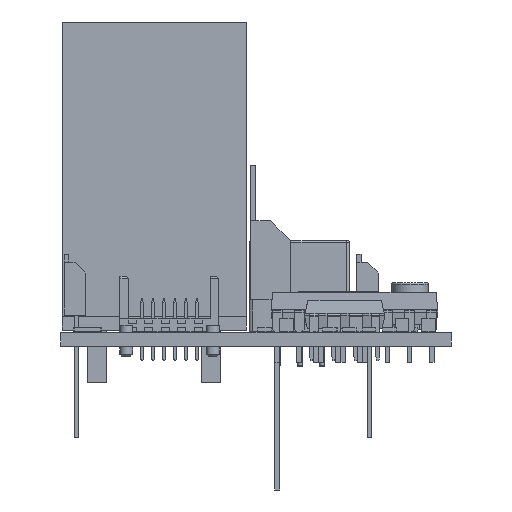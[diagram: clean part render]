
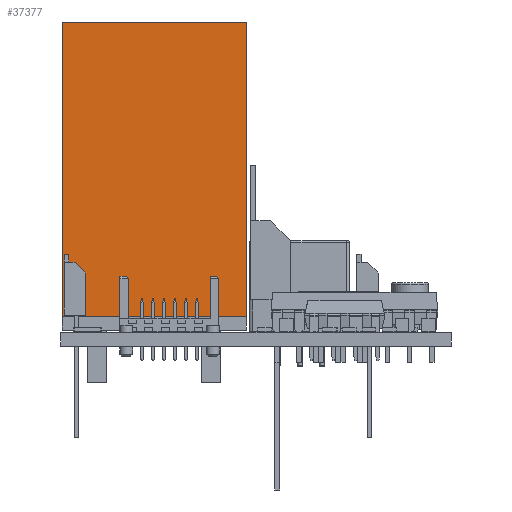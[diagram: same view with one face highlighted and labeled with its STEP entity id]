
A CAD part, left-side view. The second image highlights one B-rep face of the part: STEP entity #37377.
In plain terms, the highlighted face is planar.
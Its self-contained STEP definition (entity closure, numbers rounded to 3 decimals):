
#34252 = VERTEX_POINT('',#34253);
#34253 = CARTESIAN_POINT('',(21.2,0.,7.6));
#34267 = PLANE('',#34268);
#34268 = AXIS2_PLACEMENT_3D('',#34269,#34270,#34271);
#34269 = CARTESIAN_POINT('',(21.2,27.5,6.));
#34270 = DIRECTION('',(1.,0.,0.));
#34271 = DIRECTION('',(0.,-1.,0.));
#34293 = PLANE('',#34294);
#34294 = AXIS2_PLACEMENT_3D('',#34295,#34296,#34297);
#34295 = CARTESIAN_POINT('',(21.2,0.,6.));
#34296 = DIRECTION('',(0.,-1.,0.));
#34297 = DIRECTION('',(-1.,0.,0.));
#34413 = VERTEX_POINT('',#34414);
#34414 = CARTESIAN_POINT('',(0.,0.,7.6));
#34449 = PLANE('',#34450);
#34450 = AXIS2_PLACEMENT_3D('',#34451,#34452,#34453);
#34451 = CARTESIAN_POINT('',(0.,0.,6.));
#34452 = DIRECTION('',(-1.,0.,0.));
#34453 = DIRECTION('',(0.,1.,0.));
#34487 = EDGE_CURVE('',#34413,#34252,#34488,.T.);
#34488 = SURFACE_CURVE('',#34489,(#34493,#34500),.PCURVE_S1.);
#34489 = LINE('',#34490,#34491);
#34490 = CARTESIAN_POINT('',(10.6,0.,7.6));
#34491 = VECTOR('',#34492,1.);
#34492 = DIRECTION('',(1.,0.,0.));
#34493 = PCURVE('',#34293,#34494);
#34494 = DEFINITIONAL_REPRESENTATION('',(#34495),#34499);
#34495 = LINE('',#34496,#34497);
#34496 = CARTESIAN_POINT('',(10.6,-1.6));
#34497 = VECTOR('',#34498,1.);
#34498 = DIRECTION('',(-1.,0.));
#34499 = ( GEOMETRIC_REPRESENTATION_CONTEXT(2) 
PARAMETRIC_REPRESENTATION_CONTEXT() REPRESENTATION_CONTEXT('2D SPACE',''
  ) );
#34500 = PCURVE('',#34501,#34506);
#34501 = PLANE('',#34502);
#34502 = AXIS2_PLACEMENT_3D('',#34503,#34504,#34505);
#34503 = CARTESIAN_POINT('',(21.2,0.,6.));
#34504 = DIRECTION('',(0.,-1.,0.));
#34505 = DIRECTION('',(-1.,0.,0.));
#34506 = DEFINITIONAL_REPRESENTATION('',(#34507),#34511);
#34507 = LINE('',#34508,#34509);
#34508 = CARTESIAN_POINT('',(10.6,-1.6));
#34509 = VECTOR('',#34510,1.);
#34510 = DIRECTION('',(-1.,0.));
#34511 = ( GEOMETRIC_REPRESENTATION_CONTEXT(2) 
PARAMETRIC_REPRESENTATION_CONTEXT() REPRESENTATION_CONTEXT('2D SPACE',''
  ) );
#37101 = EDGE_CURVE('',#34413,#37102,#37104,.T.);
#37102 = VERTEX_POINT('',#37103);
#37103 = CARTESIAN_POINT('',(0.,0.,41.5));
#37104 = SURFACE_CURVE('',#37105,(#37109,#37116),.PCURVE_S1.);
#37105 = LINE('',#37106,#37107);
#37106 = CARTESIAN_POINT('',(0.,0.,6.));
#37107 = VECTOR('',#37108,1.);
#37108 = DIRECTION('',(0.,0.,1.));
#37109 = PCURVE('',#34449,#37110);
#37110 = DEFINITIONAL_REPRESENTATION('',(#37111),#37115);
#37111 = LINE('',#37112,#37113);
#37112 = CARTESIAN_POINT('',(0.,0.));
#37113 = VECTOR('',#37114,1.);
#37114 = DIRECTION('',(0.,-1.));
#37115 = ( GEOMETRIC_REPRESENTATION_CONTEXT(2) 
PARAMETRIC_REPRESENTATION_CONTEXT() REPRESENTATION_CONTEXT('2D SPACE',''
  ) );
#37116 = PCURVE('',#34501,#37117);
#37117 = DEFINITIONAL_REPRESENTATION('',(#37118),#37122);
#37118 = LINE('',#37119,#37120);
#37119 = CARTESIAN_POINT('',(21.2,0.));
#37120 = VECTOR('',#37121,1.);
#37121 = DIRECTION('',(0.,-1.));
#37122 = ( GEOMETRIC_REPRESENTATION_CONTEXT(2) 
PARAMETRIC_REPRESENTATION_CONTEXT() REPRESENTATION_CONTEXT('2D SPACE',''
  ) );
#37140 = PLANE('',#37141);
#37141 = AXIS2_PLACEMENT_3D('',#37142,#37143,#37144);
#37142 = CARTESIAN_POINT('',(10.6,13.75,41.5));
#37143 = DIRECTION('',(0.,0.,1.));
#37144 = DIRECTION('',(0.,-1.,0.));
#37257 = VERTEX_POINT('',#37258);
#37258 = CARTESIAN_POINT('',(21.2,0.,41.5));
#37279 = EDGE_CURVE('',#34252,#37257,#37280,.T.);
#37280 = SURFACE_CURVE('',#37281,(#37285,#37292),.PCURVE_S1.);
#37281 = LINE('',#37282,#37283);
#37282 = CARTESIAN_POINT('',(21.2,0.,6.));
#37283 = VECTOR('',#37284,1.);
#37284 = DIRECTION('',(0.,0.,1.));
#37285 = PCURVE('',#34267,#37286);
#37286 = DEFINITIONAL_REPRESENTATION('',(#37287),#37291);
#37287 = LINE('',#37288,#37289);
#37288 = CARTESIAN_POINT('',(27.5,0.));
#37289 = VECTOR('',#37290,1.);
#37290 = DIRECTION('',(0.,-1.));
#37291 = ( GEOMETRIC_REPRESENTATION_CONTEXT(2) 
PARAMETRIC_REPRESENTATION_CONTEXT() REPRESENTATION_CONTEXT('2D SPACE',''
  ) );
#37292 = PCURVE('',#34501,#37293);
#37293 = DEFINITIONAL_REPRESENTATION('',(#37294),#37298);
#37294 = LINE('',#37295,#37296);
#37295 = CARTESIAN_POINT('',(0.,0.));
#37296 = VECTOR('',#37297,1.);
#37297 = DIRECTION('',(0.,-1.));
#37298 = ( GEOMETRIC_REPRESENTATION_CONTEXT(2) 
PARAMETRIC_REPRESENTATION_CONTEXT() REPRESENTATION_CONTEXT('2D SPACE',''
  ) );
#37377 = ADVANCED_FACE('',(#37378),#34501,.T.);
#37378 = FACE_BOUND('',#37379,.T.);
#37379 = EDGE_LOOP('',(#37380,#37381,#37382,#37403));
#37380 = ORIENTED_EDGE('',*,*,#34487,.T.);
#37381 = ORIENTED_EDGE('',*,*,#37279,.T.);
#37382 = ORIENTED_EDGE('',*,*,#37383,.T.);
#37383 = EDGE_CURVE('',#37257,#37102,#37384,.T.);
#37384 = SURFACE_CURVE('',#37385,(#37389,#37396),.PCURVE_S1.);
#37385 = LINE('',#37386,#37387);
#37386 = CARTESIAN_POINT('',(21.2,0.,41.5));
#37387 = VECTOR('',#37388,1.);
#37388 = DIRECTION('',(-1.,0.,0.));
#37389 = PCURVE('',#34501,#37390);
#37390 = DEFINITIONAL_REPRESENTATION('',(#37391),#37395);
#37391 = LINE('',#37392,#37393);
#37392 = CARTESIAN_POINT('',(0.,-35.5));
#37393 = VECTOR('',#37394,1.);
#37394 = DIRECTION('',(1.,0.));
#37395 = ( GEOMETRIC_REPRESENTATION_CONTEXT(2) 
PARAMETRIC_REPRESENTATION_CONTEXT() REPRESENTATION_CONTEXT('2D SPACE',''
  ) );
#37396 = PCURVE('',#37140,#37397);
#37397 = DEFINITIONAL_REPRESENTATION('',(#37398),#37402);
#37398 = LINE('',#37399,#37400);
#37399 = CARTESIAN_POINT('',(13.75,10.6));
#37400 = VECTOR('',#37401,1.);
#37401 = DIRECTION('',(0.,-1.));
#37402 = ( GEOMETRIC_REPRESENTATION_CONTEXT(2) 
PARAMETRIC_REPRESENTATION_CONTEXT() REPRESENTATION_CONTEXT('2D SPACE',''
  ) );
#37403 = ORIENTED_EDGE('',*,*,#37101,.F.);
